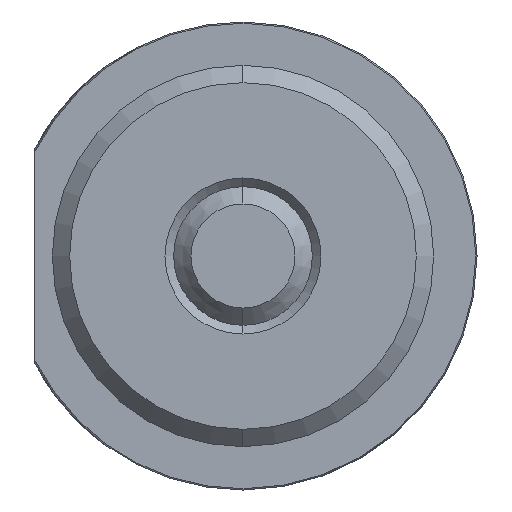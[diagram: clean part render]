
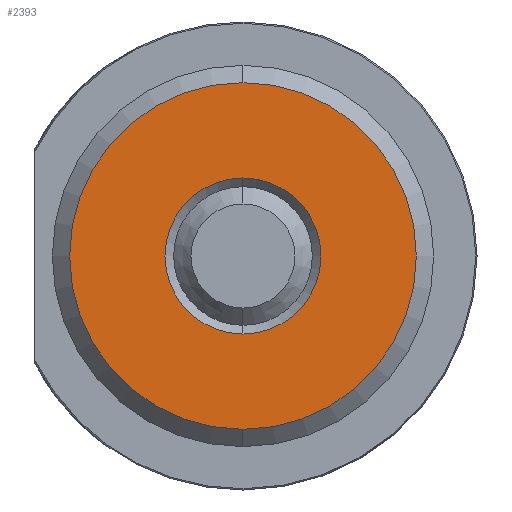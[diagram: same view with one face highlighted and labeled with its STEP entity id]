
A CAD part, left-side view. The second image highlights one B-rep face of the part: STEP entity #2393.
In plain terms, the highlighted planar face has unit normal (-1, 0, 0).
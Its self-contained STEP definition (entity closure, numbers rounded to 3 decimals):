
#143 = CARTESIAN_POINT ( 'NONE',  ( 0., 0., 0. ) ) ;
#144 = DIRECTION ( 'NONE',  ( -1., 0., 0. ) ) ;
#145 = DIRECTION ( 'NONE',  ( 0., 0., -1. ) ) ;
#311 = CARTESIAN_POINT ( 'NONE',  ( 0., 0., 0. ) ) ;
#312 = DIRECTION ( 'NONE',  ( 1., 0., 0. ) ) ;
#313 = DIRECTION ( 'NONE',  ( 0., 0., -1. ) ) ;
#436 = CARTESIAN_POINT ( 'NONE',  ( 0., 0., 0. ) ) ;
#437 = CARTESIAN_POINT ( 'NONE',  ( 0., 0., 0. ) ) ;
#438 = DIRECTION ( 'NONE',  ( 1., 0., 0. ) ) ;
#439 = DIRECTION ( 'NONE',  ( 0., 0., -1. ) ) ;
#443 = DIRECTION ( 'NONE',  ( -1., 0., 0. ) ) ;
#444 = DIRECTION ( 'NONE',  ( 0., 0., -1. ) ) ;
#1052 = FACE_OUTER_BOUND ( 'NONE', #2066, .T. ) ;
#1053 = FACE_BOUND ( 'NONE', #2088, .T. ) ;
#1236 = CIRCLE ( 'NONE', #3069, 10. ) ;
#1300 = CIRCLE ( 'NONE', #3097, 4.5 ) ;
#1353 = CIRCLE ( 'NONE', #3117, 4.5 ) ;
#1355 = CIRCLE ( 'NONE', #3121, 10. ) ;
#1540 = DIRECTION ( 'NONE',  ( 0., 0., -1. ) ) ;
#1549 = DIRECTION ( 'NONE',  ( 1., 0., 0. ) ) ;
#1552 = CARTESIAN_POINT ( 'NONE',  ( 0., 4., 0. ) ) ;
#1553 = PLANE ( 'NONE',  #2987 ) ;
#1586 = CARTESIAN_POINT ( 'NONE',  ( 0., 0., 10. ) ) ;
#1676 = CARTESIAN_POINT ( 'NONE',  ( 0., 0., -4.5 ) ) ;
#1828 = CARTESIAN_POINT ( 'NONE',  ( 0., 0., -10. ) ) ;
#1897 = CARTESIAN_POINT ( 'NONE',  ( 0., 0., 4.5 ) ) ;
#2066 = EDGE_LOOP ( 'NONE', ( #3285, #3284 ) ) ;
#2088 = EDGE_LOOP ( 'NONE', ( #3250, #3268 ) ) ;
#2173 = VERTEX_POINT ( 'NONE', #1586 ) ;
#2192 = VERTEX_POINT ( 'NONE', #1828 ) ;
#2193 = VERTEX_POINT ( 'NONE', #1897 ) ;
#2216 = VERTEX_POINT ( 'NONE', #1676 ) ;
#2393 = ADVANCED_FACE ( 'NONE', ( #1053, #1052 ), #1553, .F. ) ;
#2750 = EDGE_CURVE ( 'NONE', #2173, #2192, #1236, .T. ) ;
#2798 = EDGE_CURVE ( 'NONE', #2193, #2216, #1300, .T. ) ;
#2840 = EDGE_CURVE ( 'NONE', #2216, #2193, #1353, .T. ) ;
#2842 = EDGE_CURVE ( 'NONE', #2192, #2173, #1355, .T. ) ;
#2987 = AXIS2_PLACEMENT_3D ( 'NONE', #1552, #1549, #1540 ) ;
#3069 = AXIS2_PLACEMENT_3D ( 'NONE', #143, #144, #145 ) ;
#3097 = AXIS2_PLACEMENT_3D ( 'NONE', #311, #312, #313 ) ;
#3117 = AXIS2_PLACEMENT_3D ( 'NONE', #436, #438, #439 ) ;
#3121 = AXIS2_PLACEMENT_3D ( 'NONE', #437, #443, #444 ) ;
#3250 = ORIENTED_EDGE ( 'NONE', *, *, #2798, .T. ) ;
#3268 = ORIENTED_EDGE ( 'NONE', *, *, #2840, .T. ) ;
#3284 = ORIENTED_EDGE ( 'NONE', *, *, #2750, .T. ) ;
#3285 = ORIENTED_EDGE ( 'NONE', *, *, #2842, .T. ) ;
